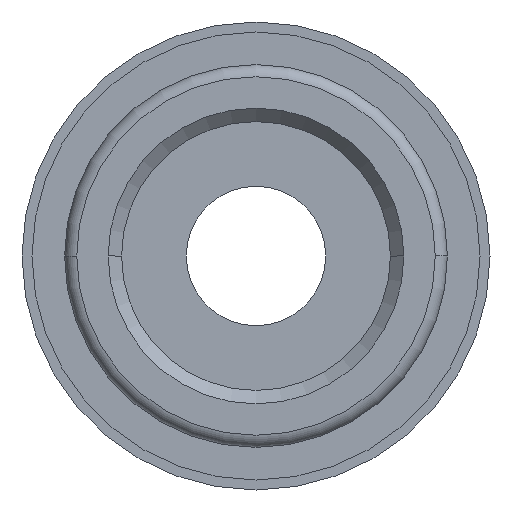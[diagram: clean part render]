
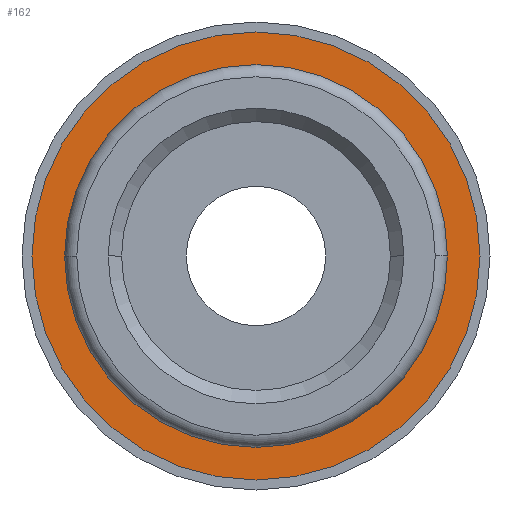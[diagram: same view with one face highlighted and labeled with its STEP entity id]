
A CAD part, front view. The second image highlights one B-rep face of the part: STEP entity #162.
In plain terms, the highlighted planar face has unit normal (0, -1, 0).
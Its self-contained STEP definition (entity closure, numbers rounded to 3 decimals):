
#162=ADVANCED_FACE('',(#334,#335),#336,.T.);
#334=FACE_BOUND('',#503,.T.);
#335=FACE_OUTER_BOUND('',#504,.T.);
#336=PLANE('',#505);
#503=EDGE_LOOP('',(#876,#877,#878));
#504=EDGE_LOOP('',(#879,#880));
#505=AXIS2_PLACEMENT_3D('',#881,#882,#883);
#876=ORIENTED_EDGE('',*,*,#932,.T.);
#877=ORIENTED_EDGE('',*,*,#1019,.T.);
#878=ORIENTED_EDGE('',*,*,#933,.T.);
#879=ORIENTED_EDGE('',*,*,#1010,.F.);
#880=ORIENTED_EDGE('',*,*,#959,.F.);
#881=CARTESIAN_POINT('',(5.625,3.6,0.0));
#882=DIRECTION('',(-0.0,-1.0,-0.0));
#883=DIRECTION('',(-1.0,0.0,0.0));
#932=EDGE_CURVE('',#1090,#1088,#1091,.T.);
#933=EDGE_CURVE('',#1092,#1090,#1093,.T.);
#959=EDGE_CURVE('',#1135,#1130,#1137,.T.);
#1010=EDGE_CURVE('',#1130,#1135,#1212,.T.);
#1019=EDGE_CURVE('',#1088,#1092,#1225,.T.);
#1088=VERTEX_POINT('',#1304);
#1090=VERTEX_POINT('',#1306);
#1091=CIRCLE('',#1307,9.156);
#1092=VERTEX_POINT('',#1308);
#1093=CIRCLE('',#1309,9.156);
#1130=VERTEX_POINT('',#1352);
#1135=VERTEX_POINT('',#1358);
#1137=CIRCLE('',#1361,11.25);
#1212=CIRCLE('',#1446,11.25);
#1225=CIRCLE('',#1461,9.156);
#1304=CARTESIAN_POINT('',(9.156,3.6,0.));
#1306=CARTESIAN_POINT('',(0.,3.6,9.156));
#1307=AXIS2_PLACEMENT_3D('',#1551,#1552,#1553);
#1308=CARTESIAN_POINT('',(-9.156,3.6,0.));
#1309=AXIS2_PLACEMENT_3D('',#1554,#1555,#1556);
#1352=CARTESIAN_POINT('',(11.25,3.6,0.0));
#1358=CARTESIAN_POINT('',(-11.25,3.6,0.));
#1361=AXIS2_PLACEMENT_3D('',#1601,#1602,#1603);
#1446=AXIS2_PLACEMENT_3D('',#1692,#1693,#1694);
#1461=AXIS2_PLACEMENT_3D('',#1709,#1710,#1711);
#1551=CARTESIAN_POINT('',(0.0,3.6,0.0));
#1552=DIRECTION('',(0.0,1.0,0.0));
#1553=DIRECTION('',(0.0,0.0,-1.0));
#1554=CARTESIAN_POINT('',(0.0,3.6,0.0));
#1555=DIRECTION('',(0.0,1.0,0.0));
#1556=DIRECTION('',(0.0,0.0,-1.0));
#1601=CARTESIAN_POINT('',(0.0,3.6,0.0));
#1602=DIRECTION('',(-0.0,1.0,0.0));
#1603=DIRECTION('',(1.0,0.0,0.0));
#1692=CARTESIAN_POINT('',(0.0,3.6,0.0));
#1693=DIRECTION('',(-0.0,1.0,0.0));
#1694=DIRECTION('',(1.0,0.0,0.0));
#1709=CARTESIAN_POINT('',(0.0,3.6,0.0));
#1710=DIRECTION('',(0.0,1.0,0.0));
#1711=DIRECTION('',(0.0,0.0,-1.0));
